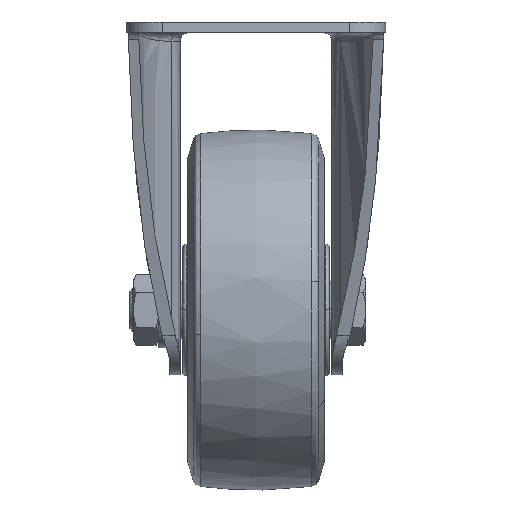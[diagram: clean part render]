
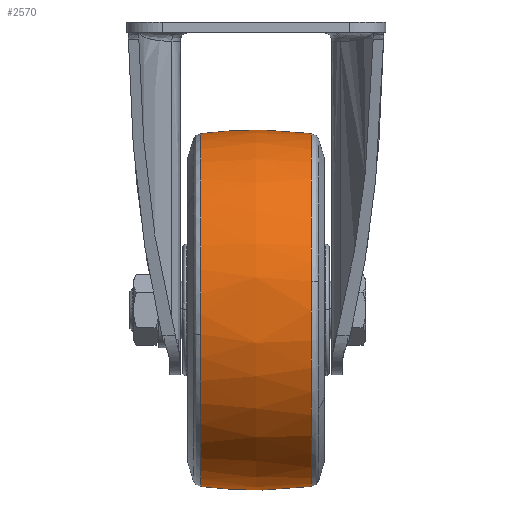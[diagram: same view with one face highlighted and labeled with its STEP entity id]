
A CAD part, left-side view. The second image highlights one B-rep face of the part: STEP entity #2570.
In plain terms, the highlighted free-form (B-spline) face has degree [2, 2] with [5, 7] control points.
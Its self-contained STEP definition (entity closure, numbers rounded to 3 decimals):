
#2263=CARTESIAN_POINT('',(-48.543,15.38,-86.753));
#2264=VERTEX_POINT('',#2263);
#2278=CARTESIAN_POINT('',(0.0,15.38,-30.99));
#2279=VERTEX_POINT('',#2278);
#2280=CARTESIAN_POINT('',(0.0,15.38,-30.99));
#2281=CARTESIAN_POINT('',(-49.01,15.38,-30.99));
#2282=CARTESIAN_POINT('',(-49.01,15.38,-80.));
#2283=CARTESIAN_POINT('',(-49.01,15.38,-83.393));
#2284=CARTESIAN_POINT('',(-48.543,15.38,-86.753));
#2292=(BOUNDED_CURVE()B_SPLINE_CURVE(2,(#2280,#2281,#2282,#2283,#2284),.UNSPECIFIED.,.F.,.U.)B_SPLINE_CURVE_WITH_KNOTS((3,2,3),(0.5,0.75,0.774),.UNSPECIFIED.)CURVE()GEOMETRIC_REPRESENTATION_ITEM()RATIONAL_B_SPLINE_CURVE((1.0,0.707,1.0,0.972,0.95))REPRESENTATION_ITEM(''));
#2293=EDGE_CURVE('',#2279,#2264,#2292,.T.);
#2358=CARTESIAN_POINT('',(0.0,15.38,-129.01));
#2359=VERTEX_POINT('',#2358);
#2375=CARTESIAN_POINT('',(-48.543,15.38,-86.753));
#2376=CARTESIAN_POINT('',(-42.664,15.38,-129.01));
#2377=CARTESIAN_POINT('',(0.0,15.38,-129.01));
#2385=(BOUNDED_CURVE()B_SPLINE_CURVE(2,(#2375,#2376,#2377),.UNSPECIFIED.,.F.,.U.)B_SPLINE_CURVE_WITH_KNOTS((3,3),(0.774,1.0),.UNSPECIFIED.)CURVE()GEOMETRIC_REPRESENTATION_ITEM()RATIONAL_B_SPLINE_CURVE((0.95,0.735,1.0))REPRESENTATION_ITEM(''));
#2386=EDGE_CURVE('',#2264,#2359,#2385,.T.);
#2436=CARTESIAN_POINT('',(0.0,-15.38,-129.01));
#2437=VERTEX_POINT('',#2436);
#2438=CARTESIAN_POINT('',(0.0,-15.38,-129.01));
#2439=CARTESIAN_POINT('',(0.0,-9.166,-129.814));
#2440=CARTESIAN_POINT('',(0.0,1.134,-130.331));
#2441=CARTESIAN_POINT('',(0.0,11.397,-129.525));
#2442=CARTESIAN_POINT('',(0.0,15.38,-129.01));
#2443=B_SPLINE_CURVE_WITH_KNOTS('',3,(#2438,#2439,#2440,#2441,#2442),.UNSPECIFIED.,.F.,.U.,(4,1,4),(0.,18.795,30.844),.UNSPECIFIED.);
#2444=EDGE_CURVE('',#2437,#2359,#2443,.T.);
#2448=CARTESIAN_POINT('',(0.0,-15.38,-30.99));
#2449=VERTEX_POINT('',#2448);
#2450=CARTESIAN_POINT('',(0.0,-15.38,-30.99));
#2451=CARTESIAN_POINT('',(0.0,-10.441,-30.351));
#2452=CARTESIAN_POINT('',(0.0,-0.162,-29.669));
#2453=CARTESIAN_POINT('',(0.0,10.122,-30.31));
#2454=CARTESIAN_POINT('',(0.0,15.38,-30.99));
#2455=B_SPLINE_CURVE_WITH_KNOTS('',3,(#2450,#2451,#2452,#2453,#2454),.UNSPECIFIED.,.F.,.U.,(4,1,4),(0.,14.94,30.844),.UNSPECIFIED.);
#2456=EDGE_CURVE('',#2449,#2279,#2455,.T.);
#2491=CARTESIAN_POINT('',(1.364,-16.927,-31.2));
#2492=CARTESIAN_POINT('',(1.398,-8.506,-30.));
#2493=CARTESIAN_POINT('',(1.398,0.,-30.));
#2494=CARTESIAN_POINT('',(1.398,8.506,-30.));
#2495=CARTESIAN_POINT('',(1.364,16.927,-31.2));
#2496=CARTESIAN_POINT('',(0.686,-16.927,-31.2));
#2497=CARTESIAN_POINT('',(0.703,-8.506,-30.));
#2498=CARTESIAN_POINT('',(0.703,0.,-30.));
#2499=CARTESIAN_POINT('',(0.703,8.506,-30.));
#2500=CARTESIAN_POINT('',(0.686,16.927,-31.2));
#2501=CARTESIAN_POINT('',(-48.8,-16.927,-31.2));
#2502=CARTESIAN_POINT('',(-50.,-8.506,-30.));
#2503=CARTESIAN_POINT('',(-50.,0.,-30.));
#2504=CARTESIAN_POINT('',(-50.,8.506,-30.));
#2505=CARTESIAN_POINT('',(-48.8,16.927,-31.2));
#2506=CARTESIAN_POINT('',(-48.8,-16.927,-80.0));
#2507=CARTESIAN_POINT('',(-50.,-8.506,-80.0));
#2508=CARTESIAN_POINT('',(-50.,0.,-80.0));
#2509=CARTESIAN_POINT('',(-50.,8.506,-80.));
#2510=CARTESIAN_POINT('',(-48.8,16.927,-80.));
#2511=CARTESIAN_POINT('',(-48.8,-16.927,-128.8));
#2512=CARTESIAN_POINT('',(-50.,-8.506,-130.));
#2513=CARTESIAN_POINT('',(-50.,0.,-130.0));
#2514=CARTESIAN_POINT('',(-50.,8.506,-130.0));
#2515=CARTESIAN_POINT('',(-48.8,16.927,-128.8));
#2516=CARTESIAN_POINT('',(0.686,-16.927,-128.8));
#2517=CARTESIAN_POINT('',(0.703,-8.506,-130.));
#2518=CARTESIAN_POINT('',(0.703,0.,-130.));
#2519=CARTESIAN_POINT('',(0.703,8.506,-130.0));
#2520=CARTESIAN_POINT('',(0.686,16.927,-128.8));
#2521=CARTESIAN_POINT('',(1.364,-16.927,-128.8));
#2522=CARTESIAN_POINT('',(1.398,-8.506,-130.));
#2523=CARTESIAN_POINT('',(1.398,0.,-130.));
#2524=CARTESIAN_POINT('',(1.398,8.506,-130.));
#2525=CARTESIAN_POINT('',(1.364,16.927,-128.8));
#2533=(BOUNDED_SURFACE()B_SPLINE_SURFACE(2,2,((#2491,#2496,#2501,#2506,#2511,#2516,#2521),(#2492,#2497,#2502,#2507,#2512,#2517,#2522),(#2493,#2498,#2503,#2508,#2513,#2518,#2523),(#2494,#2499,#2504,#2509,#2514,#2519,#2524),(#2495,#2500,#2505,#2510,#2515,#2520,#2525)),.UNSPECIFIED.,.F.,.F.,.U.)B_SPLINE_SURFACE_WITH_KNOTS((3,2,3),(3,1,2,1,3),(0.0,17.217,34.434),(0.0,1.657,84.5,167.342,168.999),.UNSPECIFIED.)GEOMETRIC_REPRESENTATION_ITEM()RATIONAL_B_SPLINE_SURFACE(((0.983,0.977,0.687,0.971,0.687,0.977,0.983),(0.995,0.989,0.695,0.983,0.695,0.989,0.995),(1.012,1.006,0.707,1.0,0.707,1.006,1.012),(0.995,0.989,0.695,0.983,0.695,0.989,0.995),(0.983,0.977,0.687,0.971,0.687,0.977,0.983)))REPRESENTATION_ITEM('')SURFACE());
#2534=ORIENTED_EDGE('',*,*,#2444,.F.);
#2535=CARTESIAN_POINT('',(-48.358,-15.38,-72.029));
#2536=VERTEX_POINT('',#2535);
#2537=CARTESIAN_POINT('',(-48.358,-15.38,-72.029));
#2538=CARTESIAN_POINT('',(-49.01,-15.38,-75.988));
#2539=CARTESIAN_POINT('',(-49.01,-15.38,-80.));
#2540=CARTESIAN_POINT('',(-49.01,-15.38,-129.01));
#2541=CARTESIAN_POINT('',(0.0,-15.38,-129.01));
#2549=(BOUNDED_CURVE()B_SPLINE_CURVE(2,(#2537,#2538,#2539,#2540,#2541),.UNSPECIFIED.,.F.,.U.)B_SPLINE_CURVE_WITH_KNOTS((3,2,3),(0.722,0.75,1.0),.UNSPECIFIED.)CURVE()GEOMETRIC_REPRESENTATION_ITEM()RATIONAL_B_SPLINE_CURVE((0.942,0.967,1.0,0.707,1.0))REPRESENTATION_ITEM(''));
#2550=EDGE_CURVE('',#2536,#2437,#2549,.T.);
#2551=ORIENTED_EDGE('',*,*,#2550,.F.);
#2552=CARTESIAN_POINT('',(0.0,-15.38,-30.99));
#2553=CARTESIAN_POINT('',(-41.593,-15.38,-30.99));
#2554=CARTESIAN_POINT('',(-48.358,-15.38,-72.029));
#2562=(BOUNDED_CURVE()B_SPLINE_CURVE(2,(#2552,#2553,#2554),.UNSPECIFIED.,.F.,.U.)B_SPLINE_CURVE_WITH_KNOTS((3,3),(0.5,0.722),.UNSPECIFIED.)CURVE()GEOMETRIC_REPRESENTATION_ITEM()RATIONAL_B_SPLINE_CURVE((1.0,0.74,0.942))REPRESENTATION_ITEM(''));
#2563=EDGE_CURVE('',#2449,#2536,#2562,.T.);
#2564=ORIENTED_EDGE('',*,*,#2563,.F.);
#2565=ORIENTED_EDGE('',*,*,#2456,.T.);
#2566=ORIENTED_EDGE('',*,*,#2293,.T.);
#2567=ORIENTED_EDGE('',*,*,#2386,.T.);
#2568=EDGE_LOOP('',(#2534,#2551,#2564,#2565,#2566,#2567));
#2569=FACE_OUTER_BOUND('',#2568,.T.);
#2570=ADVANCED_FACE('',(#2569),#2533,.T.);
